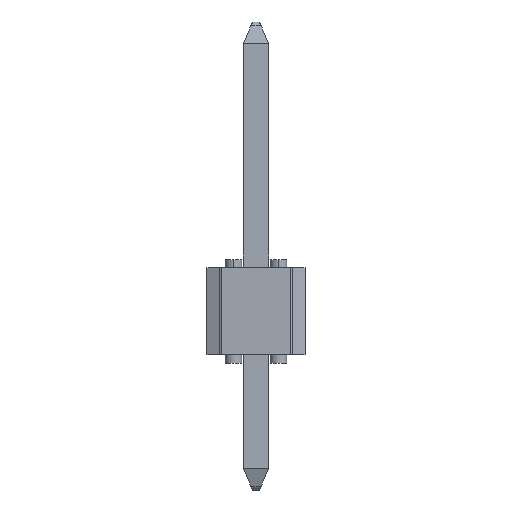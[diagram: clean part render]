
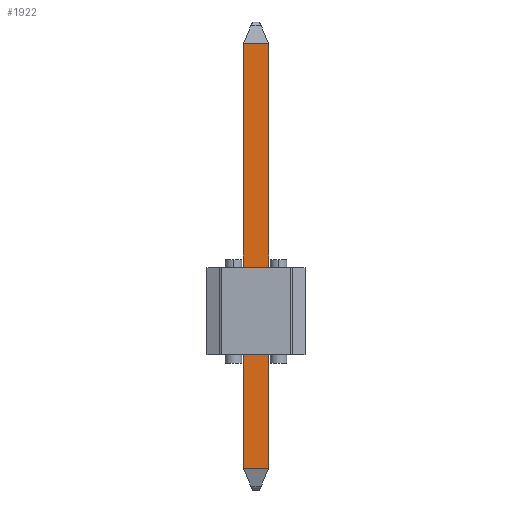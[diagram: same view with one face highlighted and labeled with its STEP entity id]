
A CAD part, left-side view. The second image highlights one B-rep face of the part: STEP entity #1922.
In plain terms, the highlighted face is planar.
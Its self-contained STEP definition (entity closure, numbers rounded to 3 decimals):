
#1705=DIRECTION('',(1.,0.,0.));
#1706=VECTOR('',#1705,0.617);
#1707=CARTESIAN_POINT('',(-0.309,5.895,0.617));
#1708=LINE('147',#1707,#1706);
#1709=DIRECTION('',(0.,1.,0.));
#1710=VECTOR('',#1709,10.44);
#1711=CARTESIAN_POINT('',(0.309,-4.545,0.617));
#1712=LINE('149',#1711,#1710);
#1713=DIRECTION('',(1.,0.,0.));
#1714=VECTOR('',#1713,0.617);
#1715=CARTESIAN_POINT('',(-0.309,-4.545,0.617));
#1716=LINE('692',#1715,#1714);
#1717=DIRECTION('',(0.,-1.,0.));
#1718=VECTOR('',#1717,10.44);
#1719=CARTESIAN_POINT('',(-0.309,5.895,0.617));
#1720=LINE('148',#1719,#1718);
#1795=CARTESIAN_POINT('',(-0.309,5.895,0.617));
#1797=VERTEX_POINT('',#1795);
#1801=CARTESIAN_POINT('',(0.309,5.895,0.617));
#1803=VERTEX_POINT('',#1801);
#1809=CARTESIAN_POINT('',(-0.309,-4.545,0.617));
#1810=VERTEX_POINT('',#1809);
#1811=CARTESIAN_POINT('',(0.309,-4.545,0.617));
#1812=VERTEX_POINT('',#1811);
#1909=CARTESIAN_POINT('',(0.,0.,0.617));
#1910=DIRECTION('',(0.,0.,1.));
#1911=DIRECTION('',(1.,0.,0.));
#1912=AXIS2_PLACEMENT_3D('',#1909,#1910,#1911);
#1913=PLANE('32',#1912);
#1915=ORIENTED_EDGE('147',*,*,#1914,.T.);
#1916=ORIENTED_EDGE('149',*,*,#1874,.F.);
#1917=ORIENTED_EDGE('692',*,*,#1899,.F.);
#1919=ORIENTED_EDGE('148',*,*,#1918,.F.);
#1920=EDGE_LOOP('32',(#1915,#1916,#1917,#1919));
#1921=FACE_OUTER_BOUND('32',#1920,.F.);
#1922=ADVANCED_FACE('32',(#1921),#1913,.T.);
#1874=EDGE_CURVE('149',#1812,#1803,#1712,.T.);
#1899=EDGE_CURVE('692',#1810,#1812,#1716,.T.);
#1914=EDGE_CURVE('147',#1797,#1803,#1708,.T.);
#1918=EDGE_CURVE('148',#1797,#1810,#1720,.T.);
